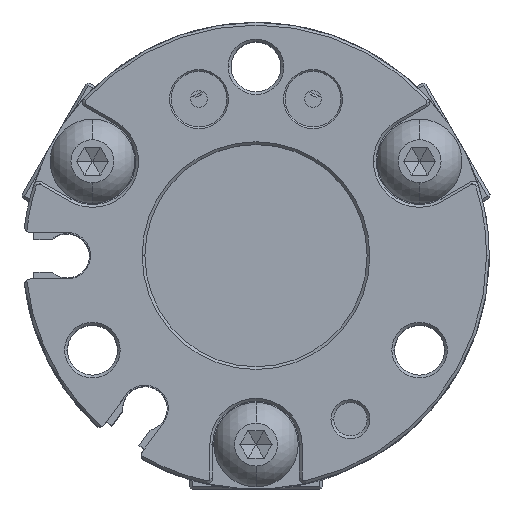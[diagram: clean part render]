
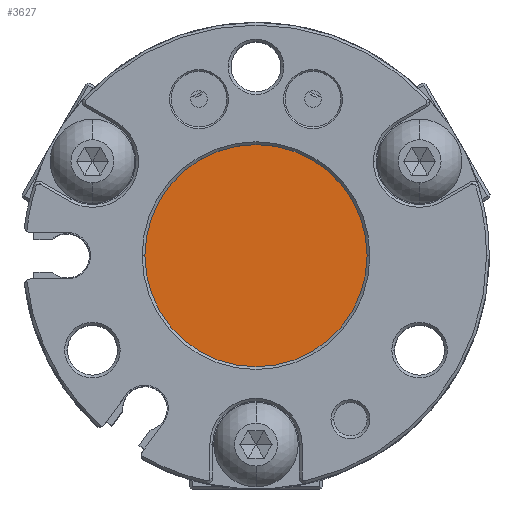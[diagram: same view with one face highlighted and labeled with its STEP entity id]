
A CAD part, top view. The second image highlights one B-rep face of the part: STEP entity #3627.
In plain terms, the highlighted face is planar.
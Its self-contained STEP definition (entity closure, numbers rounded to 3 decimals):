
#1195 = EDGE_CURVE ( 'NONE', #17972, #13034, #9312, .T. ) ;
#1231 = EDGE_CURVE ( 'NONE', #13034, #17972, #4021, .T. ) ;
#1598 = EDGE_LOOP ( 'NONE', ( #12860, #13496 ) ) ;
#2511 = DIRECTION ( 'NONE',  ( 0., 0., -1. ) ) ;
#3627 = ADVANCED_FACE ( 'NONE', ( #16799 ), #4001, .T. ) ;
#4001 = PLANE ( 'NONE',  #16622 ) ;
#4021 = CIRCLE ( 'NONE', #9874, 10. ) ;
#5602 = AXIS2_PLACEMENT_3D ( 'NONE', #20351, #2511, #20528 ) ;
#5608 = CARTESIAN_POINT ( 'NONE',  ( 0., 0., -2.5 ) ) ;
#7151 = CARTESIAN_POINT ( 'NONE',  ( 0., 0., -2.5 ) ) ;
#7244 = DIRECTION ( 'NONE',  ( 0., 0., -1. ) ) ;
#8781 = DIRECTION ( 'NONE',  ( -1., 0., 0. ) ) ;
#9312 = CIRCLE ( 'NONE', #5602, 10. ) ;
#9874 = AXIS2_PLACEMENT_3D ( 'NONE', #7151, #18403, #8781 ) ;
#12860 = ORIENTED_EDGE ( 'NONE', *, *, #1231, .T. ) ;
#13034 = VERTEX_POINT ( 'NONE', #16064 ) ;
#13496 = ORIENTED_EDGE ( 'NONE', *, *, #1195, .T. ) ;
#16064 = CARTESIAN_POINT ( 'NONE',  ( -10., 0., -2.5 ) ) ;
#16183 = CARTESIAN_POINT ( 'NONE',  ( 10., 0., -2.5 ) ) ;
#16622 = AXIS2_PLACEMENT_3D ( 'NONE', #5608, #7244, #18486 ) ;
#16799 = FACE_OUTER_BOUND ( 'NONE', #1598, .T. ) ;
#17972 = VERTEX_POINT ( 'NONE', #16183 ) ;
#18403 = DIRECTION ( 'NONE',  ( 0., 0., -1. ) ) ;
#18486 = DIRECTION ( 'NONE',  ( -1., 0., 0. ) ) ;
#20351 = CARTESIAN_POINT ( 'NONE',  ( 0., 0., -2.5 ) ) ;
#20528 = DIRECTION ( 'NONE',  ( -1., 0., 0. ) ) ;
